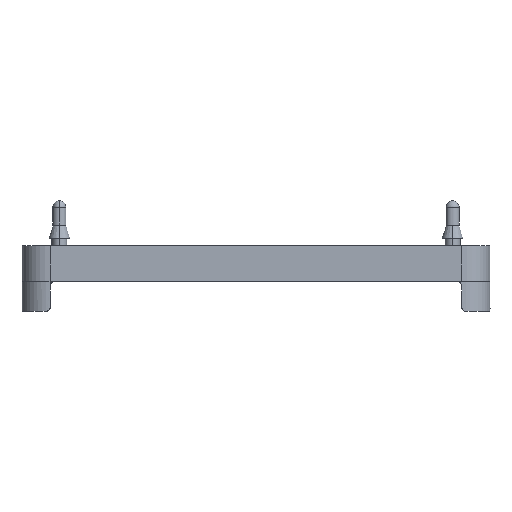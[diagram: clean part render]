
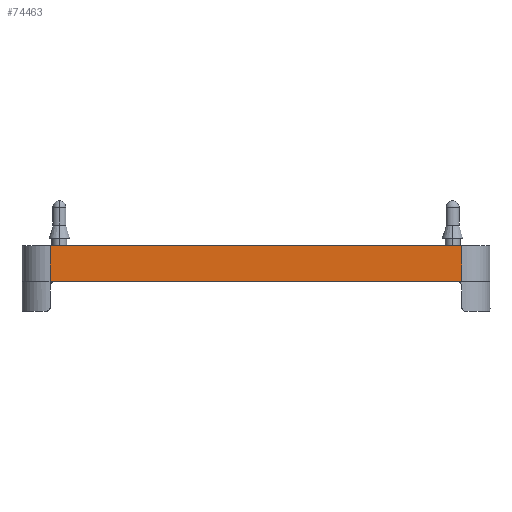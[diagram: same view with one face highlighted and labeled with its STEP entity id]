
A CAD part, left-side view. The second image highlights one B-rep face of the part: STEP entity #74463.
In plain terms, the highlighted planar face has unit normal (-1, 0, 0).
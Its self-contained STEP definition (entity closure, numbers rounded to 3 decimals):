
#1696=CARTESIAN_POINT('',(-62.5,54.961,-2.0));
#1697=VERTEX_POINT('',#1696);
#4177=CARTESIAN_POINT('',(-62.5,-54.961,-2.0));
#4178=VERTEX_POINT('',#4177);
#4186=CARTESIAN_POINT('',(-62.5,-54.961,-2.0));
#4187=DIRECTION('',(0.0,1.0,0.0));
#4188=VECTOR('',#4187,109.923);
#4189=LINE('',#4186,#4188);
#4190=EDGE_CURVE('',#4178,#1697,#4189,.T.);
#73090=CARTESIAN_POINT('',(-62.5,-55.,-2.0));
#73091=VERTEX_POINT('',#73090);
#73099=CARTESIAN_POINT('',(-62.5,-55.,-2.0));
#73100=DIRECTION('',(0.,1.0,0.0));
#73101=VECTOR('',#73100,0.039);
#73102=LINE('',#73099,#73101);
#73103=EDGE_CURVE('',#73091,#4178,#73102,.T.);
#73267=CARTESIAN_POINT('',(-62.5,55.0,-2.0));
#73268=VERTEX_POINT('',#73267);
#73286=CARTESIAN_POINT('',(-62.5,54.961,-2.0));
#73287=DIRECTION('',(0.,1.0,0.0));
#73288=VECTOR('',#73287,0.039);
#73289=LINE('',#73286,#73288);
#73290=EDGE_CURVE('',#1697,#73268,#73289,.T.);
#74431=CARTESIAN_POINT('',(-62.5,-55.,-2.0));
#74432=DIRECTION('',(-1.0,0.0,0.0));
#74433=DIRECTION('',(0.0,0.0,1.0));
#74434=AXIS2_PLACEMENT_3D('',#74431,#74432,#74433);
#74435=PLANE('',#74434);
#74436=CARTESIAN_POINT('',(-62.5,-55.,7.5));
#74437=VERTEX_POINT('',#74436);
#74438=CARTESIAN_POINT('',(-62.5,-55.,-2.0));
#74439=DIRECTION('',(0.0,0.0,1.0));
#74440=VECTOR('',#74439,9.5);
#74441=LINE('',#74438,#74440);
#74442=EDGE_CURVE('',#73091,#74437,#74441,.T.);
#74443=ORIENTED_EDGE('',*,*,#74442,.T.);
#74444=CARTESIAN_POINT('',(-62.5,55.0,7.5));
#74445=VERTEX_POINT('',#74444);
#74446=CARTESIAN_POINT('',(-62.5,-55.,7.5));
#74447=DIRECTION('',(0.0,1.0,0.0));
#74448=VECTOR('',#74447,110.);
#74449=LINE('',#74446,#74448);
#74450=EDGE_CURVE('',#74437,#74445,#74449,.T.);
#74451=ORIENTED_EDGE('',*,*,#74450,.T.);
#74452=CARTESIAN_POINT('',(-62.5,55.0,-2.0));
#74453=DIRECTION('',(0.0,0.0,1.0));
#74454=VECTOR('',#74453,9.5);
#74455=LINE('',#74452,#74454);
#74456=EDGE_CURVE('',#73268,#74445,#74455,.T.);
#74457=ORIENTED_EDGE('',*,*,#74456,.F.);
#74458=ORIENTED_EDGE('',*,*,#73290,.F.);
#74459=ORIENTED_EDGE('',*,*,#4190,.F.);
#74460=ORIENTED_EDGE('',*,*,#73103,.F.);
#74461=EDGE_LOOP('',(#74443,#74451,#74457,#74458,#74459,#74460));
#74462=FACE_OUTER_BOUND('',#74461,.T.);
#74463=ADVANCED_FACE('',(#74462),#74435,.T.);
